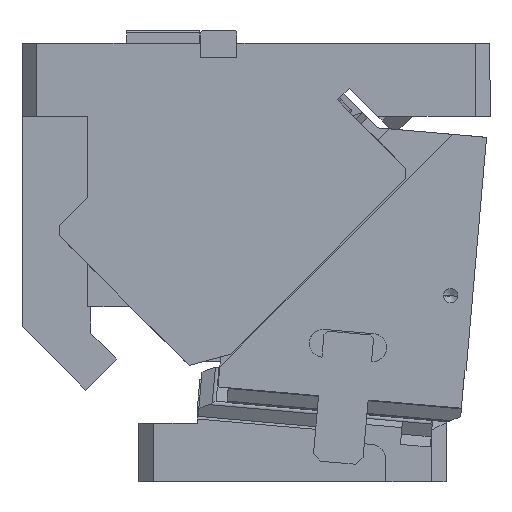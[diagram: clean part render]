
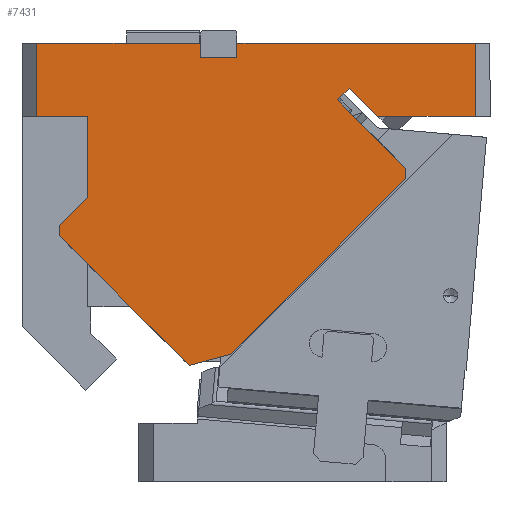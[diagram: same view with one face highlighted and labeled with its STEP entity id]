
A CAD part, front view. The second image highlights one B-rep face of the part: STEP entity #7431.
In plain terms, the highlighted planar face has unit normal (0, -1, 0).
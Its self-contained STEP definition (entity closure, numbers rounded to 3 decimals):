
#347=CARTESIAN_POINT('Vertex',(-310.,-110.,175.)) ;
#350=CARTESIAN_POINT('Line Origine',(-254.,-110.,175.)) ;
#354=CARTESIAN_POINT('Vertex',(-198.,-110.,175.)) ;
#632=CARTESIAN_POINT('Vertex',(-310.,-110.,125.)) ;
#635=CARTESIAN_POINT('Line Origine',(-310.,-110.,150.)) ;
#656=CARTESIAN_POINT('Vertex',(-275.,-110.,125.)) ;
#661=CARTESIAN_POINT('Line Origine',(-292.5,-110.,125.)) ;
#1549=CARTESIAN_POINT('Vertex',(-96.164,-110.,144.32)) ;
#1617=CARTESIAN_POINT('Vertex',(-76.844,-110.,125.)) ;
#1620=CARTESIAN_POINT('Line Origine',(-86.504,-110.,134.66)) ;
#2570=CARTESIAN_POINT('Vertex',(-294.33,-110.,50.451)) ;
#2584=CARTESIAN_POINT('Vertex',(-294.33,-110.,43.38)) ;
#2587=CARTESIAN_POINT('Line Origine',(-294.33,-110.,46.916)) ;
#2610=CARTESIAN_POINT('Vertex',(-275.,-110.,69.782)) ;
#2618=CARTESIAN_POINT('Line Origine',(-284.665,-110.,60.117)) ;
#2636=CARTESIAN_POINT('Vertex',(-198.,-110.,165.)) ;
#2639=CARTESIAN_POINT('Line Origine',(-185.5,-110.,165.)) ;
#2643=CARTESIAN_POINT('Vertex',(-173.,-110.,165.)) ;
#2685=CARTESIAN_POINT('Line Origine',(-173.,-110.,170.)) ;
#2689=CARTESIAN_POINT('Vertex',(-173.,-110.,175.)) ;
#2724=CARTESIAN_POINT('Vertex',(-10.,-110.,125.)) ;
#2738=CARTESIAN_POINT('Vertex',(-10.,-110.,175.)) ;
#2741=CARTESIAN_POINT('Line Origine',(-10.,-110.,150.)) ;
#2766=CARTESIAN_POINT('Vertex',(-57.45,-110.,89.342)) ;
#2769=CARTESIAN_POINT('Line Origine',(-57.45,-110.,85.807)) ;
#2773=CARTESIAN_POINT('Vertex',(-57.45,-110.,82.271)) ;
#2801=CARTESIAN_POINT('Line Origine',(-117.44,-110.,22.28)) ;
#2805=CARTESIAN_POINT('Vertex',(-177.431,-110.,-37.71)) ;
#6316=CARTESIAN_POINT('Vertex',(-104.296,-110.,136.188)) ;
#6319=CARTESIAN_POINT('Line Origine',(-80.873,-110.,112.765)) ;
#6346=CARTESIAN_POINT('Vertex',(-205.673,-110.,-45.278)) ;
#6349=CARTESIAN_POINT('Line Origine',(-250.002,-110.,-0.949)) ;
#6373=CARTESIAN_POINT('Line Origine',(-191.552,-110.,-41.494)) ;
#6673=CARTESIAN_POINT('Line Origine',(-100.23,-110.,140.254)) ;
#7028=CARTESIAN_POINT('Line Origine',(-43.422,-110.,125.)) ;
#7072=CARTESIAN_POINT('Line Origine',(-91.5,-110.,175.)) ;
#7243=CARTESIAN_POINT('Line Origine',(-275.,-110.,97.391)) ;
#7393=CARTESIAN_POINT('Line Origine',(-198.,-110.,170.)) ;
#7405=CARTESIAN_POINT('Axis2P3D Location',(0.,-110.,125.)) ;
#351=DIRECTION('Vector Direction',(-1.,0.,0.)) ;
#636=DIRECTION('Vector Direction',(0.,0.,-1.)) ;
#662=DIRECTION('Vector Direction',(1.,0.,0.)) ;
#1621=DIRECTION('Vector Direction',(0.707,0.,-0.707)) ;
#2588=DIRECTION('Vector Direction',(0.,0.,-1.)) ;
#2619=DIRECTION('Vector Direction',(-0.707,0.,-0.707)) ;
#2640=DIRECTION('Vector Direction',(-1.,0.,0.)) ;
#2686=DIRECTION('Vector Direction',(0.,0.,-1.)) ;
#2742=DIRECTION('Vector Direction',(0.,0.,1.)) ;
#2770=DIRECTION('Vector Direction',(0.,0.,1.)) ;
#2802=DIRECTION('Vector Direction',(0.707,0.,0.707)) ;
#6320=DIRECTION('Vector Direction',(0.707,0.,-0.707)) ;
#6350=DIRECTION('Vector Direction',(-0.707,0.,0.707)) ;
#6374=DIRECTION('Vector Direction',(-0.966,0.,-0.259)) ;
#6674=DIRECTION('Vector Direction',(-0.707,0.,-0.707)) ;
#7029=DIRECTION('Vector Direction',(1.,0.,0.)) ;
#7073=DIRECTION('Vector Direction',(-1.,0.,0.)) ;
#7244=DIRECTION('Vector Direction',(0.,0.,-1.)) ;
#7394=DIRECTION('Vector Direction',(0.,0.,1.)) ;
#7406=DIRECTION('Axis2P3D Direction',(0.,1.,0.)) ;
#7407=DIRECTION('Axis2P3D XDirection',(-1.,0.,0.)) ;
#7408=AXIS2_PLACEMENT_3D('Plane Axis2P3D',#7405,#7406,#7407) ;
#7411=ORIENTED_EDGE('',*,*,#2807,.T.) ;
#7412=ORIENTED_EDGE('',*,*,#2775,.T.) ;
#7413=ORIENTED_EDGE('',*,*,#6323,.F.) ;
#7414=ORIENTED_EDGE('',*,*,#6677,.F.) ;
#7415=ORIENTED_EDGE('',*,*,#1624,.T.) ;
#7416=ORIENTED_EDGE('',*,*,#7032,.T.) ;
#7417=ORIENTED_EDGE('',*,*,#2745,.T.) ;
#7418=ORIENTED_EDGE('',*,*,#7076,.T.) ;
#7419=ORIENTED_EDGE('',*,*,#2691,.T.) ;
#7420=ORIENTED_EDGE('',*,*,#2645,.T.) ;
#7421=ORIENTED_EDGE('',*,*,#7397,.T.) ;
#7422=ORIENTED_EDGE('',*,*,#356,.T.) ;
#7423=ORIENTED_EDGE('',*,*,#639,.T.) ;
#7424=ORIENTED_EDGE('',*,*,#665,.T.) ;
#7425=ORIENTED_EDGE('',*,*,#7247,.T.) ;
#7426=ORIENTED_EDGE('',*,*,#2622,.T.) ;
#7427=ORIENTED_EDGE('',*,*,#2591,.T.) ;
#7428=ORIENTED_EDGE('',*,*,#6353,.F.) ;
#7429=ORIENTED_EDGE('',*,*,#6377,.F.) ;
#352=VECTOR('Line Direction',#351,1.) ;
#637=VECTOR('Line Direction',#636,1.) ;
#663=VECTOR('Line Direction',#662,1.) ;
#1622=VECTOR('Line Direction',#1621,1.) ;
#2589=VECTOR('Line Direction',#2588,1.) ;
#2620=VECTOR('Line Direction',#2619,1.) ;
#2641=VECTOR('Line Direction',#2640,1.) ;
#2687=VECTOR('Line Direction',#2686,1.) ;
#2743=VECTOR('Line Direction',#2742,1.) ;
#2771=VECTOR('Line Direction',#2770,1.) ;
#2803=VECTOR('Line Direction',#2802,1.) ;
#6321=VECTOR('Line Direction',#6320,1.) ;
#6351=VECTOR('Line Direction',#6350,1.) ;
#6375=VECTOR('Line Direction',#6374,1.) ;
#6675=VECTOR('Line Direction',#6674,1.) ;
#7030=VECTOR('Line Direction',#7029,1.) ;
#7074=VECTOR('Line Direction',#7073,1.) ;
#7245=VECTOR('Line Direction',#7244,1.) ;
#7395=VECTOR('Line Direction',#7394,1.) ;
#7431=ADVANCED_FACE('CAM HOLDER',(#7430),#7409,.F.) ;
#356=EDGE_CURVE('',#355,#348,#353,.T.) ;
#639=EDGE_CURVE('',#348,#633,#638,.T.) ;
#665=EDGE_CURVE('',#633,#657,#664,.T.) ;
#1624=EDGE_CURVE('',#1550,#1618,#1623,.T.) ;
#2591=EDGE_CURVE('',#2571,#2585,#2590,.T.) ;
#2622=EDGE_CURVE('',#2611,#2571,#2621,.T.) ;
#2645=EDGE_CURVE('',#2644,#2637,#2642,.T.) ;
#2691=EDGE_CURVE('',#2690,#2644,#2688,.T.) ;
#2745=EDGE_CURVE('',#2725,#2739,#2744,.T.) ;
#2775=EDGE_CURVE('',#2774,#2767,#2772,.T.) ;
#2807=EDGE_CURVE('',#2806,#2774,#2804,.T.) ;
#6323=EDGE_CURVE('',#6317,#2767,#6322,.T.) ;
#6353=EDGE_CURVE('',#6347,#2585,#6352,.T.) ;
#6377=EDGE_CURVE('',#2806,#6347,#6376,.T.) ;
#6677=EDGE_CURVE('',#1550,#6317,#6676,.T.) ;
#7032=EDGE_CURVE('',#1618,#2725,#7031,.T.) ;
#7076=EDGE_CURVE('',#2739,#2690,#7075,.T.) ;
#7247=EDGE_CURVE('',#657,#2611,#7246,.T.) ;
#7397=EDGE_CURVE('',#2637,#355,#7396,.T.) ;
#7410=EDGE_LOOP('',(#7411,#7412,#7413,#7414,#7415,#7416,#7417,#7418,#7419,#7420,#7421,#7422,#7423,#7424,#7425,#7426,#7427,#7428,#7429)) ;
#7430=FACE_OUTER_BOUND('',#7410,.T.) ;
#353=LINE('Line',#350,#352) ;
#638=LINE('Line',#635,#637) ;
#664=LINE('Line',#661,#663) ;
#1623=LINE('Line',#1620,#1622) ;
#2590=LINE('Line',#2587,#2589) ;
#2621=LINE('Line',#2618,#2620) ;
#2642=LINE('Line',#2639,#2641) ;
#2688=LINE('Line',#2685,#2687) ;
#2744=LINE('Line',#2741,#2743) ;
#2772=LINE('Line',#2769,#2771) ;
#2804=LINE('Line',#2801,#2803) ;
#6322=LINE('Line',#6319,#6321) ;
#6352=LINE('Line',#6349,#6351) ;
#6376=LINE('Line',#6373,#6375) ;
#6676=LINE('Line',#6673,#6675) ;
#7031=LINE('Line',#7028,#7030) ;
#7075=LINE('Line',#7072,#7074) ;
#7246=LINE('Line',#7243,#7245) ;
#7396=LINE('Line',#7393,#7395) ;
#7409=PLANE('Plane',#7408) ;
#348=VERTEX_POINT('',#347) ;
#355=VERTEX_POINT('',#354) ;
#633=VERTEX_POINT('',#632) ;
#657=VERTEX_POINT('',#656) ;
#1550=VERTEX_POINT('',#1549) ;
#1618=VERTEX_POINT('',#1617) ;
#2571=VERTEX_POINT('',#2570) ;
#2585=VERTEX_POINT('',#2584) ;
#2611=VERTEX_POINT('',#2610) ;
#2637=VERTEX_POINT('',#2636) ;
#2644=VERTEX_POINT('',#2643) ;
#2690=VERTEX_POINT('',#2689) ;
#2725=VERTEX_POINT('',#2724) ;
#2739=VERTEX_POINT('',#2738) ;
#2767=VERTEX_POINT('',#2766) ;
#2774=VERTEX_POINT('',#2773) ;
#2806=VERTEX_POINT('',#2805) ;
#6317=VERTEX_POINT('',#6316) ;
#6347=VERTEX_POINT('',#6346) ;
